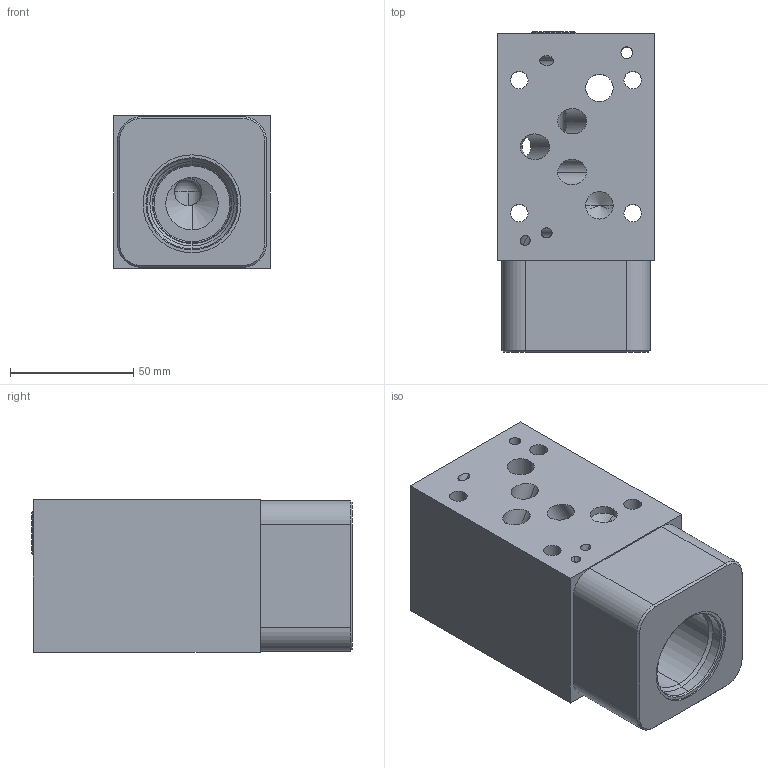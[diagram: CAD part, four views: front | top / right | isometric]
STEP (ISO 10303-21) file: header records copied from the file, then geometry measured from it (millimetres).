
FILE_DESCRIPTION((''),'2;1');
FILE_NAME('DJC_ASM','2021-07-22T',('ProEService'),(''),'PRO/ENGINEER BY PARAMETRIC TECHNOLOGY CORPORATION, 2014200','PRO/ENGINEER BY PARAMETRIC TECHNOLOGY CORPORATION, 2014200','');
FILE_SCHEMA(('CONFIG_CONTROL_DESIGN'));
Length unit declared in the file: inch
Products named in the file (3): 151-606; A330-006-006; DJC_ASM
Assembly tree (2 placements, depth 2):
  DJC_ASM
    151-606
    A330-006-006
Bounding box: 63.5 x 130.02 x 61.93 mm (x, y, z)
Volume: 393173.4 mm3; surface area: 66907.9 mm2
Topology: 2 solids, 2 shells, 166 faces, 665 edges, 627 vertices
Faces by surface type: cylinder 76, cone 46, plane 33, sphere 7, torus 4
Entity records: 8198 total; most frequent: CARTESIAN_POINT 2860, DIRECTION 1085, ORIENTED_EDGE 860, EDGE_CURVE 430, VECTOR 395, LINE 395, AXIS2_PLACEMENT_3D 345, VERTEX_POINT 274
